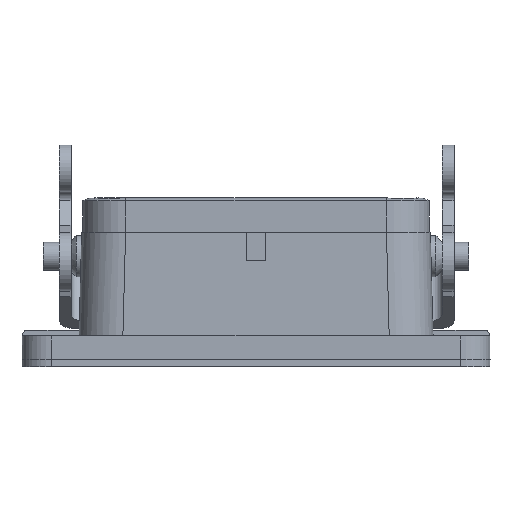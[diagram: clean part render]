
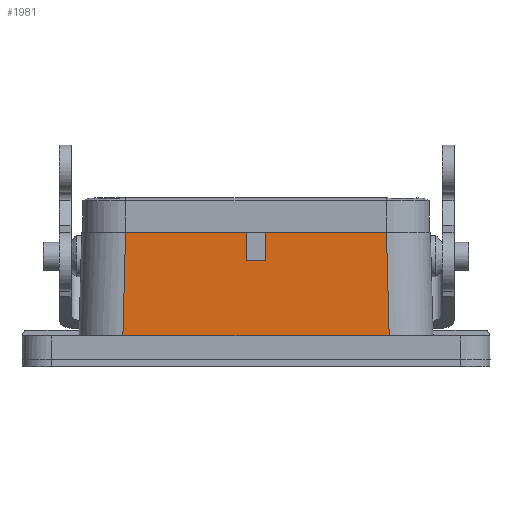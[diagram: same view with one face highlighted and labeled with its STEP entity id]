
A CAD part, front view. The second image highlights one B-rep face of the part: STEP entity #1981.
In plain terms, the highlighted planar face has unit normal (0, -1, 0.011).
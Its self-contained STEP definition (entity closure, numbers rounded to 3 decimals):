
#131=CARTESIAN_POINT('',(1.625,-21.5,5.7));
#132=VERTEX_POINT('',#131);
#139=CARTESIAN_POINT('',(22.3,-21.5,5.7));
#140=VERTEX_POINT('',#139);
#141=CARTESIAN_POINT('',(1.625,-21.5,5.7));
#142=DIRECTION('',(1.0,0.0,0.0));
#143=VECTOR('',#142,20.675);
#144=LINE('',#141,#143);
#145=EDGE_CURVE('',#132,#140,#144,.T.);
#198=CARTESIAN_POINT('',(-22.3,-21.5,5.7));
#199=VERTEX_POINT('',#198);
#207=CARTESIAN_POINT('',(-1.625,-21.5,5.7));
#208=VERTEX_POINT('',#207);
#209=CARTESIAN_POINT('',(-22.3,-21.5,5.7));
#210=DIRECTION('',(1.0,0.0,0.0));
#211=VECTOR('',#210,20.675);
#212=LINE('',#209,#211);
#213=EDGE_CURVE('',#199,#208,#212,.T.);
#1588=CARTESIAN_POINT('',(22.764,-21.7,-12.05));
#1589=VERTEX_POINT('',#1588);
#1734=CARTESIAN_POINT('',(-22.764,-21.7,-12.05));
#1735=VERTEX_POINT('',#1734);
#1868=CARTESIAN_POINT('',(22.764,-21.7,-12.05));
#1869=DIRECTION('',(-1.0,0.0,0.0));
#1870=VECTOR('',#1869,45.529);
#1871=LINE('',#1868,#1870);
#1872=EDGE_CURVE('',#1589,#1735,#1871,.T.);
#1937=CARTESIAN_POINT('',(-29.8,-21.7,-12.05));
#1938=DIRECTION('',(0.0,1.,-0.011));
#1939=DIRECTION('',(0.0,0.011,1.));
#1940=AXIS2_PLACEMENT_3D('',#1937,#1938,#1939);
#1941=PLANE('',#1940);
#1942=CARTESIAN_POINT('',(-22.3,-21.5,5.7));
#1943=DIRECTION('',(-0.026,-0.011,-1.));
#1944=VECTOR('',#1943,17.757);
#1945=LINE('',#1942,#1944);
#1946=EDGE_CURVE('',#199,#1735,#1945,.T.);
#1947=ORIENTED_EDGE('',*,*,#1946,.T.);
#1948=ORIENTED_EDGE('',*,*,#1872,.F.);
#1949=CARTESIAN_POINT('',(22.764,-21.7,-12.05));
#1950=DIRECTION('',(-0.026,0.011,1.));
#1951=VECTOR('',#1950,17.757);
#1952=LINE('',#1949,#1951);
#1953=EDGE_CURVE('',#1589,#140,#1952,.T.);
#1954=ORIENTED_EDGE('',*,*,#1953,.T.);
#1955=ORIENTED_EDGE('',*,*,#145,.F.);
#1956=CARTESIAN_POINT('',(1.625,-21.554,0.9));
#1957=VERTEX_POINT('',#1956);
#1958=CARTESIAN_POINT('',(1.625,-21.554,0.9));
#1959=DIRECTION('',(0.0,0.011,1.));
#1960=VECTOR('',#1959,4.8);
#1961=LINE('',#1958,#1960);
#1962=EDGE_CURVE('',#1957,#132,#1961,.T.);
#1963=ORIENTED_EDGE('',*,*,#1962,.F.);
#1964=CARTESIAN_POINT('',(-1.625,-21.554,0.9));
#1965=VERTEX_POINT('',#1964);
#1966=CARTESIAN_POINT('',(-1.625,-21.554,0.9));
#1967=DIRECTION('',(1.0,0.0,0.0));
#1968=VECTOR('',#1967,3.25);
#1969=LINE('',#1966,#1968);
#1970=EDGE_CURVE('',#1965,#1957,#1969,.T.);
#1971=ORIENTED_EDGE('',*,*,#1970,.F.);
#1972=CARTESIAN_POINT('',(-1.625,-21.554,0.9));
#1973=DIRECTION('',(0.0,0.011,1.));
#1974=VECTOR('',#1973,4.8);
#1975=LINE('',#1972,#1974);
#1976=EDGE_CURVE('',#1965,#208,#1975,.T.);
#1977=ORIENTED_EDGE('',*,*,#1976,.T.);
#1978=ORIENTED_EDGE('',*,*,#213,.F.);
#1979=EDGE_LOOP('',(#1947,#1948,#1954,#1955,#1963,#1971,#1977,#1978));
#1980=FACE_OUTER_BOUND('',#1979,.T.);
#1981=ADVANCED_FACE('',(#1980),#1941,.F.);
